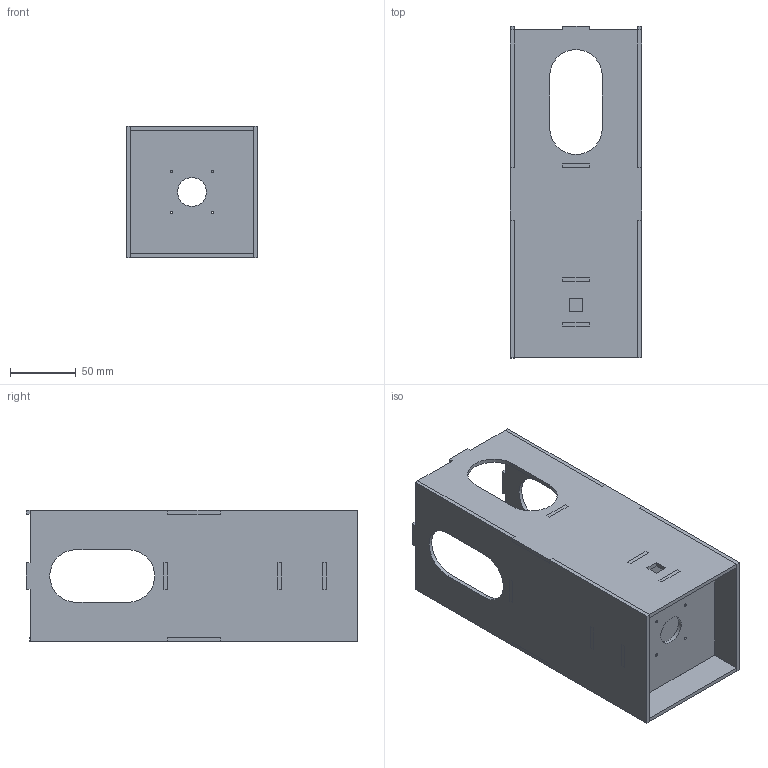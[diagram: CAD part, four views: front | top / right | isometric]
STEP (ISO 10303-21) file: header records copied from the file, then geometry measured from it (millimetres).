
FILE_DESCRIPTION(/* description */ (''),/* implementation_level */ '2;1');
FILE_NAME(/* name */ 'Holder assmebled v4.step',/* time_stamp */ '2018-03-20T08:34:58+01:00',/* author */ ('D.Stafsing'),/* organization */ (''),/* preprocessor_version */ 'ST-DEVELOPER v16.13',/* originating_system */ 'Autodesk Translation Framework v6.5.0.72',/* authorisation */ '');
FILE_SCHEMA (('AUTOMOTIVE_DESIGN { 1 0 10303 214 3 1 1 }'));
Length unit declared in the file: millimetre
Products named in the file (6): Holder assmebled; Stabilizer; side2; side3; floormotor; side1
Assembly tree (7 placements, depth 2):
  Holder assmebled
    floormotor  x2
    Stabilizer
    side2  x2
    side3
    side1
Bounding box: 100 x 253 x 100 mm (x, y, z)
Volume: 304292.1 mm3; surface area: 220365.1 mm2
Topology: 7 solids, 7 shells, 208 faces, 586 edges, 392 vertices
Faces by surface type: plane 190, cylinder 18
Full cylindrical faces by diameter (mm): 2 x8, 22 x2
Entity records: 4928 total; most frequent: CARTESIAN_POINT 849, ORIENTED_EDGE 826, DIRECTION 757, EDGE_CURVE 413, LINE 389, VECTOR 389, VERTEX_POINT 276, AXIS2_PLACEMENT_3D 184
